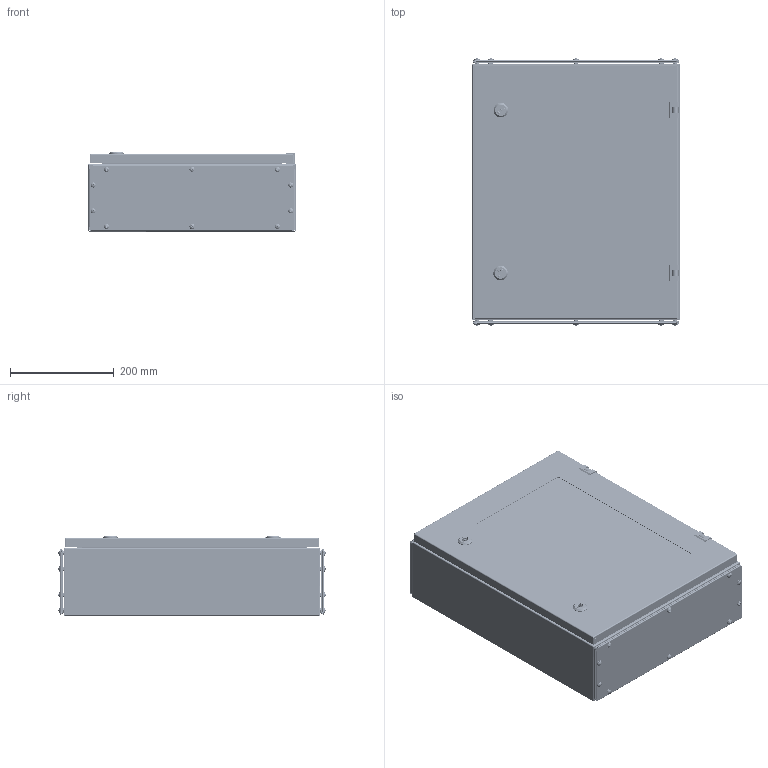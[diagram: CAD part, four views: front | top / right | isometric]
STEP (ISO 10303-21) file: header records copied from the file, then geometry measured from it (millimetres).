
FILE_DESCRIPTION (( 'STEP AP214' ), '1' );
FILE_NAME ('12.040.050.15.STEP', '2024-06-11T10:19:26', ( '' ), ( '' ), 'SwSTEP 2.0', 'SolidWorks 2021', '' );
FILE_SCHEMA (( 'AUTOMOTIVE_DESIGN' ));
Length unit declared in the file: millimetre
Products named in the file (29): 8SJ_MS705_0760.stp; Âèíò DIN 967 Ì5õ16 ñ ïîëóêðóãëîé ãîëîâêîé ñ êðåñòîîáðàçíûì øëèöåì; 8SJ_S1B_0001.stp; Áîëò Ì6õ10 ñ øåñòèãðàííîé ãîëîâêîé ñ ïðåññøàéáîé; 嵑謺麃 檐; Øïèëüêà ïðèâàðíàÿ Ì6õ15; Ïðîêëàäêà êðûøêè W400D150; Çàêëåïêà ðåçüáîâàÿ Ì5 øåñòèãðàííàÿ ñ óìåíüøåííûì áîðòîì; Êîðïóñ øêàôà W400H500D150; 417.450; 8SJ_MS705_0510.stp; Øïèëüêà ïðèâàðíàÿ Ì6õ10; Ñòåêëÿííàÿ äâåðü ÑÁ W400H500; 砑鳧罻 H500; Ãàñêåòèíã W400H500; 砑鳧罻 W400; 8SJ_MS705-1_0040.stp; 12.040.050.15; 8SJ_MS705_0010.stp; Ïåðåìû÷êà êàðêàñà W400; Çàêëåïêà ðåçüáîâàÿ Ì8 øåñòèãðàííàÿ ñ óìåíüøåííûì áîðòîì; 栺樏鋋 W400H500; Øïèëüêà ïðèâàðíàÿ Ì6õ20; SW6X8.stp; 署赅 W400D150; Êàðêàñ øêàôà W400H500D150; ﾄ粢鮱 W400H500; Ãàéêà M6 DIN6923.step; ﾇ瑟鶴 ﾀﾑ ms1000-3M.stp
Assembly tree (105 placements, depth 4):
  12.040.050.15
    Êàðêàñ øêàôà W400H500D150
      Êîðïóñ øêàôà W400H500D150
      Ïåðåìû÷êà êàðêàñà W400  x2
      Øïèëüêà ïðèâàðíàÿ Ì6õ15  x4
      Øïèëüêà ïðèâàðíàÿ Ì6õ20  x4
    署赅 W400D150  x2
    Ïðîêëàäêà êðûøêè W400D150  x2
    Ñòåêëÿííàÿ äâåðü ÑÁ W400H500
      ﾄ粢鮱 W400H500
      Ãàñêåòèíã W400H500
      ﾇ瑟鶴 ﾀﾑ ms1000-3M.stp  x2
        8SJ_MS705_0010.stp
        8SJ_MS705_0510.stp
        8SJ_MS705_0760.stp
        8SJ_S1B_0001.stp
        8SJ_MS705-1_0040.stp
        SW6X8.stp
      Øïèëüêà ïðèâàðíàÿ Ì6õ10  x10
      栺樏鋋 W400H500
      Ãàéêà M6 DIN6923.step  x10
      砑鳧罻 H500  x2
      砑鳧罻 W400  x2
    嵑謺麃 檐  x2
    Áîëò Ì6õ10 ñ øåñòèãðàííîé ãîëîâêîé ñ ïðåññøàéáîé  x2
    Çàêëåïêà ðåçüáîâàÿ Ì5 øåñòèãðàííàÿ ñ óìåíüøåííûì áîðòîì  x20
    Âèíò DIN 967 Ì5õ16 ñ ïîëóêðóãëîé ãîëîâêîé ñ êðåñòîîáðàçíûì øëèöåì  x20
    Çàêëåïêà ðåçüáîâàÿ Ì8 øåñòèãðàííàÿ ñ óìåíüøåííûì áîðòîì  x4
    417.450
    Ãàéêà M6 DIN6923.step  x4
Bounding box: 400 x 515.17 x 154.65 mm (x, y, z)
Volume: 1693489.2 mm3; surface area: 2242886.3 mm2
Topology: 105 solids, 117 shells, 5761 faces, 14535 edges, 9032 vertices
Faces by surface type: plane 2287, cylinder 1901, bspline 701, cone 400, torus 320, sphere 152
Entity records: 86176 total; most frequent: CARTESIAN_POINT 43376, ORIENTED_EDGE 9158, DIRECTION 7605, EDGE_CURVE 4585, VERTEX_POINT 2813, AXIS2_PLACEMENT_3D 2571, VECTOR 2463, LINE 2463
